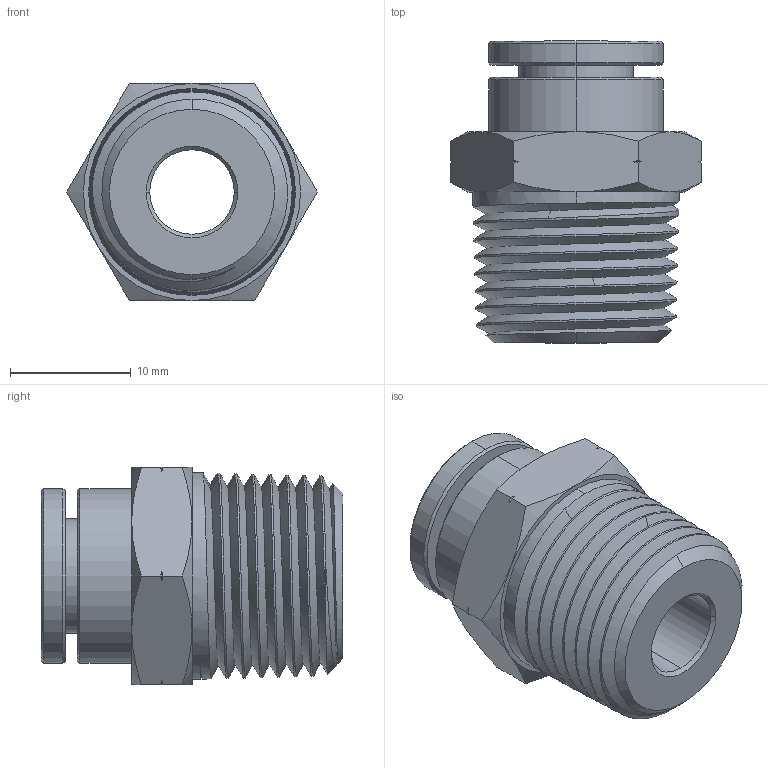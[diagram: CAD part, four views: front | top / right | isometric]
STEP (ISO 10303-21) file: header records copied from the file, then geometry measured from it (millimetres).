
FILE_DESCRIPTION (( 'STEP AP203' ), '1' );
FILE_NAME ('MCS5-16N3-8W.STEP', '2016-10-20T21:22:40', ( '' ), ( '' ), 'SwSTEP 2.0', 'SolidWorks 2016', '' );
FILE_SCHEMA (( 'CONFIG_CONTROL_DESIGN' ));
Length unit declared in the file: millimetre
Products named in the file (1): MCS5-16N3-8W
Bounding box: 20.78 x 25.01 x 18 mm (x, y, z)
Volume: 3556.8 mm3; surface area: 4783.1 mm2
Topology: 6 solids, 6 shells, 422 faces, 1163 edges, 758 vertices
Faces by surface type: cone 165, plane 155, cylinder 62, bspline 40
Entity records: 45646 total; most frequent: CARTESIAN_POINT 35607, ORIENTED_EDGE 2326, DIRECTION 1797, EDGE_CURVE 1163, VERTEX_POINT 758, AXIS2_PLACEMENT_3D 744, B_SPLINE_CURVE_WITH_KNOTS 493, EDGE_LOOP 439
